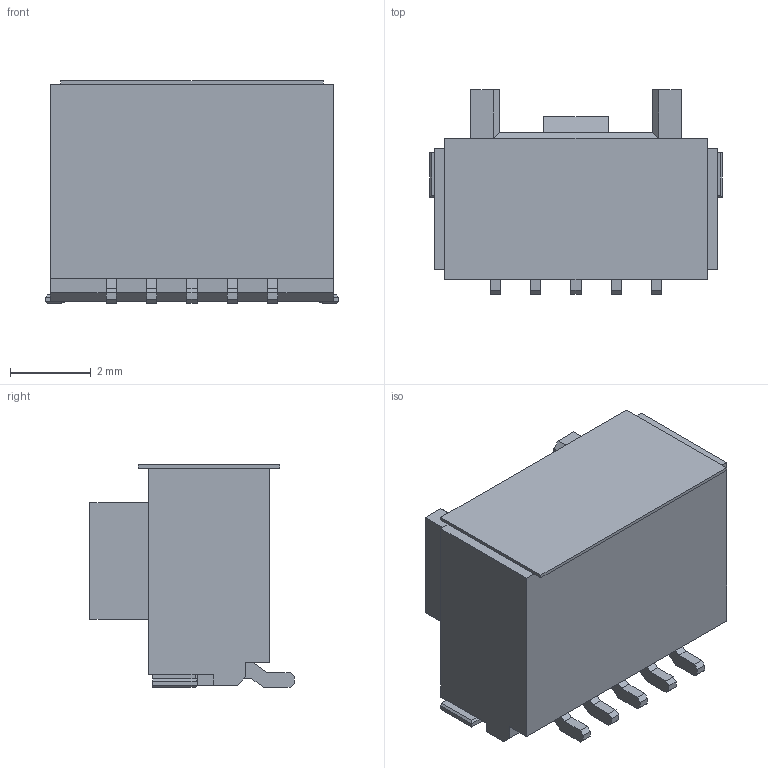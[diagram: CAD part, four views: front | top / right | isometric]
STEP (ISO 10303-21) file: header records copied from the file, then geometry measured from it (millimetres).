
FILE_DESCRIPTION( ( 'STEP AP203' ), '1' );
FILE_NAME( '5019400507.stp', '2020-09-22T04:43:07', ( 'License CC BY-ND 4.0' ), ( 'CADENAS' ), ' ', 'PARTsolutions', ' ' );
FILE_SCHEMA( ( 'CONFIG_CONTROL_DESIGN' ) );
Length unit declared in the file: millimetre
Products named in the file (3): 5019400507; 1
Assembly tree (2 placements, depth 2):
  5019400507
    1
    1
Bounding box: 7.24 x 5.05 x 5.5 mm (x, y, z)
Volume: 71.5 mm3; surface area: 303.3 mm2
Topology: 2 solids, 2 shells, 182 faces, 492 edges, 320 vertices
Faces by surface type: plane 176, cone 4, cylinder 2
Entity records: 5670 total; most frequent: CARTESIAN_POINT 995, ORIENTED_EDGE 980, DIRECTION 868, EDGE_CURVE 490, LINE 482, VECTOR 482, VERTEX_POINT 320, AXIS2_PLACEMENT_3D 193
